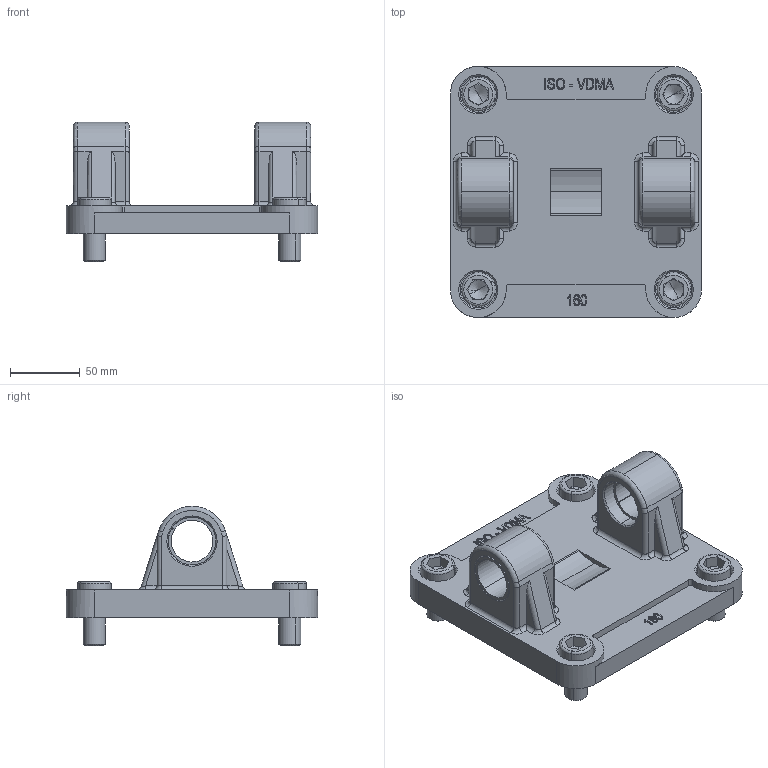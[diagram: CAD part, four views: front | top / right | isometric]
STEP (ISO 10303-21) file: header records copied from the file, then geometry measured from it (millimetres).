
FILE_DESCRIPTION (( 'STEP AP203' ), '1' );
FILE_NAME ('CFE160A1S.step', '2022-03-10T11:55:15', ( '' ), ( '' ), 'SwSTEP 2.0', 'SolidWorks 2021', '' );
FILE_SCHEMA (( 'CONFIG_CONTROL_DESIGN' ));
Length unit declared in the file: millimetre
Products named in the file (5): CFE160A1S; BC02830000; CFE10G0000; VT00716300_DIN 912 M16 x 30 --- 30C; CFE10G0B00
Assembly tree (8 placements, depth 3):
  CFE160A1S
    CFE10G0000
      CFE10G0B00
      BC02830000  x2
    VT00716300_DIN 912 M16 x 30 --- 30C  x4
Bounding box: 180 x 180 x 100 mm (x, y, z)
Volume: 747620 mm3; surface area: 137573.7 mm2
Topology: 7 solids, 7 shells, 545 faces, 1335 edges, 836 vertices
Faces by surface type: plane 211, cylinder 182, bspline 70, cone 50, torus 32
Entity records: 17476 total; most frequent: CARTESIAN_POINT 6248, ORIENTED_EDGE 2270, DIRECTION 2117, EDGE_CURVE 1135, AXIS2_PLACEMENT_3D 750, VERTEX_POINT 721, VECTOR 617, LINE 617
